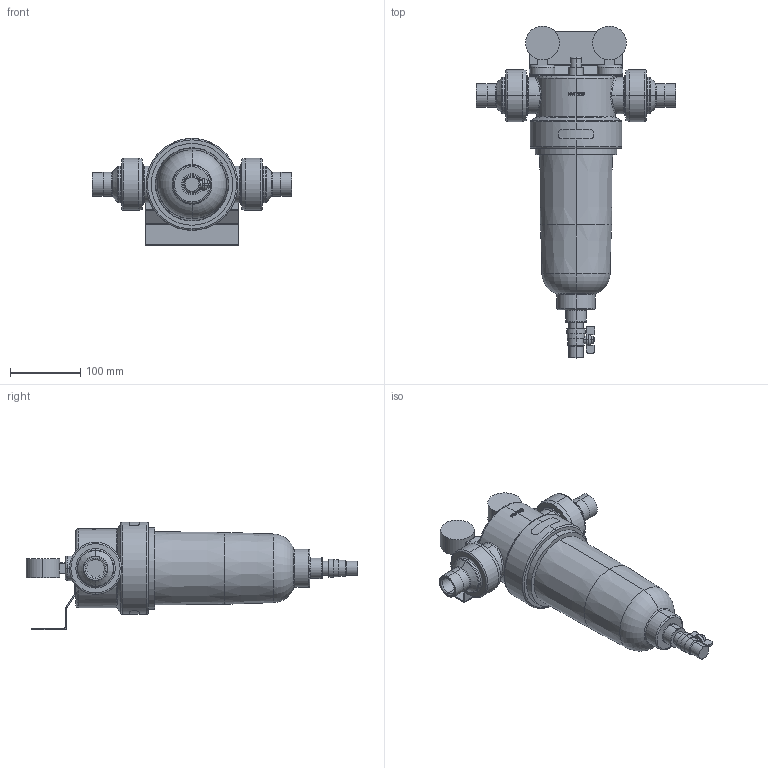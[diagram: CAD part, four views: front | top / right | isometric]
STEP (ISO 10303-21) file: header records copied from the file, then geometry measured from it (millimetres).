
FILE_DESCRIPTION (( 'STEP AP214' ), '1' );
FILE_NAME ('NW 280 Web Light.STEP', '2018-06-19T08:27:50', ( '' ), ( '' ), 'SwSTEP 2.0', 'SolidWorks 2018', '' );
FILE_SCHEMA (( 'AUTOMOTIVE_DESIGN' ));
Length unit declared in the file: millimetre
Products named in the file (2): NW 280 Web Light
Bounding box: 284 x 471.5 x 152.25 mm (x, y, z)
Volume: 3440625.8 mm3; surface area: 224335.5 mm2
Topology: 1 solids, 1 shells, 301 faces, 735 edges, 472 vertices
Faces by surface type: plane 103, cylinder 101, torus 43, bspline 36, cone 18
Entity records: 13934 total; most frequent: CARTESIAN_POINT 5222, ORIENTED_EDGE 1470, DIRECTION 1462, EDGE_CURVE 735, AXIS2_PLACEMENT_3D 578, VERTEX_POINT 472, EDGE_LOOP 341, CIRCLE 311
